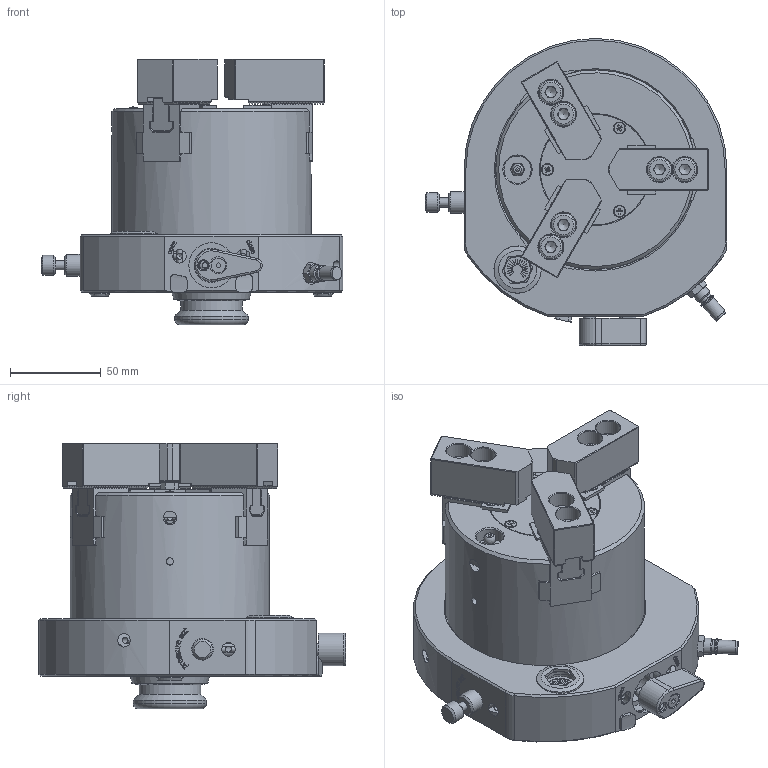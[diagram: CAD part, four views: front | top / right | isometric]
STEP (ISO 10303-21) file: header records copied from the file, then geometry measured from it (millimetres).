
FILE_DESCRIPTION(/* description */ (''),/* implementation_level */ '2;1');
FILE_NAME(/* name */ 'SKL-V-110.stp',/* time_stamp */ '2024-10-21T11:01:12+02:00',/* author */ ('Admin'),/* organization */ (''),/* preprocessor_version */ 'ST-DEVELOPER v20',/* originating_system */ 'Autodesk Inventor 2025',/* authorisation */ '');
FILE_SCHEMA (('CONFIG_CONTROL_DESIGN'));
Products named in the file (1): Sestava_sklicidla_AS04 2020-01-00-02-zjednoduseni
Bounding box: 166.5 x 169.4 x 146.5 mm (x, y, z)
Volume: 1152112 mm3; surface area: 219106.3 mm2
Topology: 4 solids, 68 shells, 3597 faces, 10290 edges, 6514 vertices
Faces by surface type: plane 2417, cylinder 620, cone 296, bspline 205, torus 56, sphere 3
Full cylindrical faces by diameter (mm): 1.5 x1, 1.9 x1, 2 x2, 2.3 x6, 2.5 x10, 2.9 x1, 3 x29, 3.242 x17, 3.3 x12, 3.4 x9, 4 x18, 4.1 x2, 4.134 x1, 4.459 x1, 4.5 x6, 4.917 x6, 5 x12, 6 x16, 6.1 x1, 6.3 x6, 6.5 x1, 6.6 x6, 7 x2, 7.5 x5, 7.6 x1, 7.7 x1, 8 x19, 8.5 x6, 8.566 x1, 8.8 x2
Entity records: 120339 total; most frequent: CARTESIAN_POINT 25075, ORIENTED_EDGE 20452, DIRECTION 18330, EDGE_CURVE 10226, LINE 7674, VECTOR 7674, VERTEX_POINT 6512, AXIS2_PLACEMENT_3D 5328
